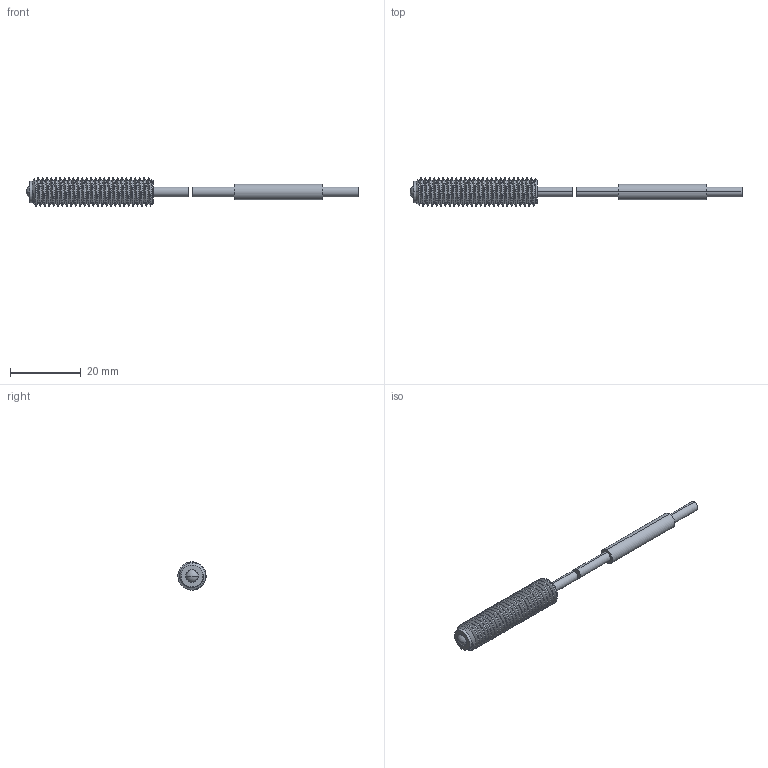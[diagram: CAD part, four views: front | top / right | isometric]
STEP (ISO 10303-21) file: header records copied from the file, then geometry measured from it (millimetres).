
FILE_DESCRIPTION (( 'STEP AP203' ), '1' );
FILE_NAME ('BP080A-L.STEP', '2017-11-24T01:06:39', ( '' ), ( '' ), 'SwSTEP 2.0', 'SolidWorks 2017', '' );
FILE_SCHEMA (( 'CONFIG_CONTROL_DESIGN' ));
Length unit declared in the file: millimetre
Products named in the file (1): BP080A-L
Bounding box: 94 x 8 x 8 mm (x, y, z)
Volume: 2021.9 mm3; surface area: 2043.7 mm2
Topology: 2 solids, 2 shells, 80 faces, 215 edges, 143 vertices
Faces by surface type: cylinder 63, plane 7, cone 5, bspline 3, sphere 2
Entity records: 7700 total; most frequent: CARTESIAN_POINT 5945, ORIENTED_EDGE 430, DIRECTION 279, EDGE_CURVE 215, VERTEX_POINT 143, AXIS2_PLACEMENT_3D 106, EDGE_LOOP 84, ADVANCED_FACE 80
